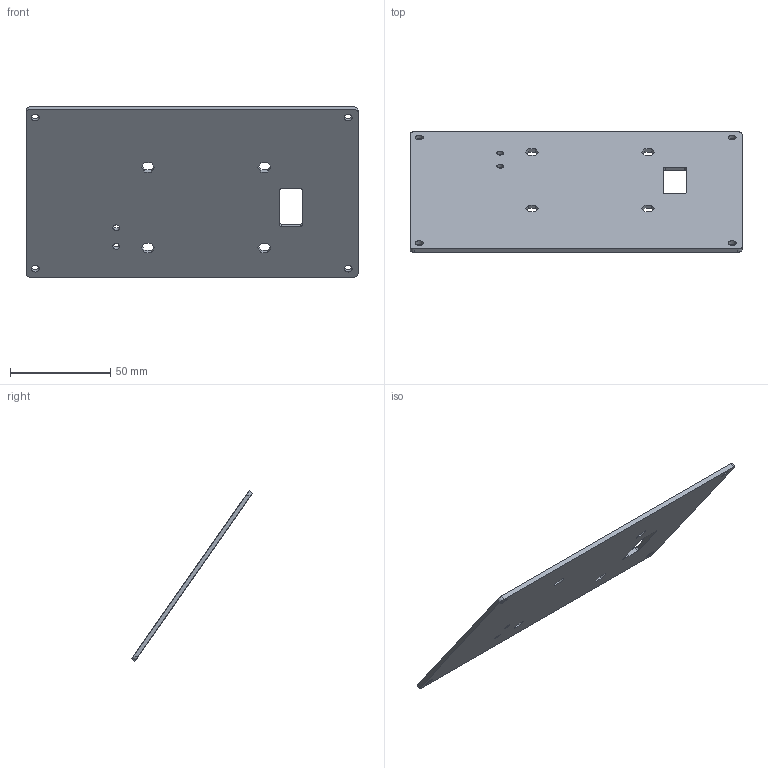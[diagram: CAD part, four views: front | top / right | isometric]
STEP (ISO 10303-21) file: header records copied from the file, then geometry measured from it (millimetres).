
FILE_DESCRIPTION(('HOOPS Exchange Step'),'2;1');
FILE_NAME('temp_export','2024-09-05T19:54:38+01:00',('mobile'),('Shapr3D Limited'),'HOOPS Exchange 2024.2','Shapr3D','Authorized');
FILE_SCHEMA( ('AP242_MANAGED_MODEL_BASED_3D_ENGINEERING_MIM_LF {1 0 10303 442 1 1 4 }') );
Length unit declared in the file: millimetre
Products named in the file (1): Back Plate
Bounding box: 165.55 x 60.23 x 84.83 mm (x, y, z)
Volume: 32921.4 mm3; surface area: 34423.1 mm2
Topology: 1 solids, 1 shells, 48 faces, 138 edges, 92 vertices
Faces by surface type: plane 34, cylinder 14
Full cylindrical faces by diameter (mm): 3.4 x2, 4 x4
Entity records: 1650 total; most frequent: CARTESIAN_POINT 280, ORIENTED_EDGE 276, DIRECTION 266, EDGE_CURVE 138, VECTOR 110, LINE 110, VERTEX_POINT 92, AXIS2_PLACEMENT_3D 78
